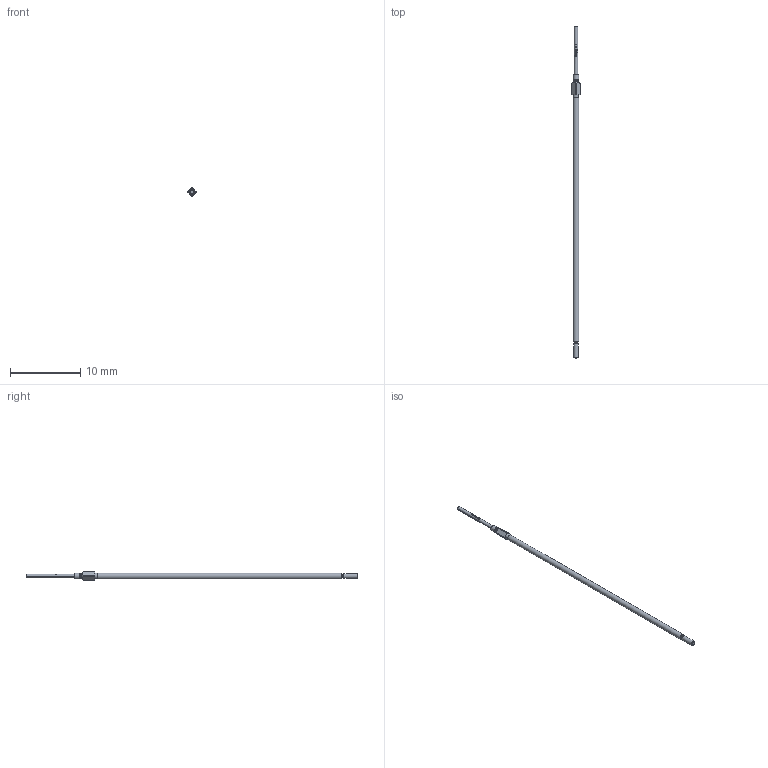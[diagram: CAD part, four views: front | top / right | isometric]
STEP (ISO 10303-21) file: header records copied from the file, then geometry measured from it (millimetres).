
FILE_DESCRIPTION (( 'STEP AP203' ), '1' );
FILE_NAME ('INGUN_GKS-050_303_050_A_xx03_M.STEP', '2025-03-18T09:23:00', ( '' ), ( '' ), 'SwSTEP 2.0', 'SolidWorks 2023', '' );
FILE_SCHEMA (( 'CONFIG_CONTROL_DESIGN' ));
Length unit declared in the file: millimetre
Products named in the file (1): INGUN_GKS-050_303_050_A_xx03_M
Bounding box: 1.15 x 47.3 x 1.15 mm (x, y, z)
Volume: 21.4 mm3; surface area: 113.4 mm2
Topology: 1 solids, 1 shells, 108 faces, 274 edges, 175 vertices
Faces by surface type: plane 48, bspline 22, cylinder 22, torus 8, cone 8
Entity records: 3567 total; most frequent: CARTESIAN_POINT 1064, ORIENTED_EDGE 544, DIRECTION 442, EDGE_CURVE 272, VERTEX_POINT 175, AXIS2_PLACEMENT_3D 175, EDGE_LOOP 117, FACE_OUTER_BOUND 108
